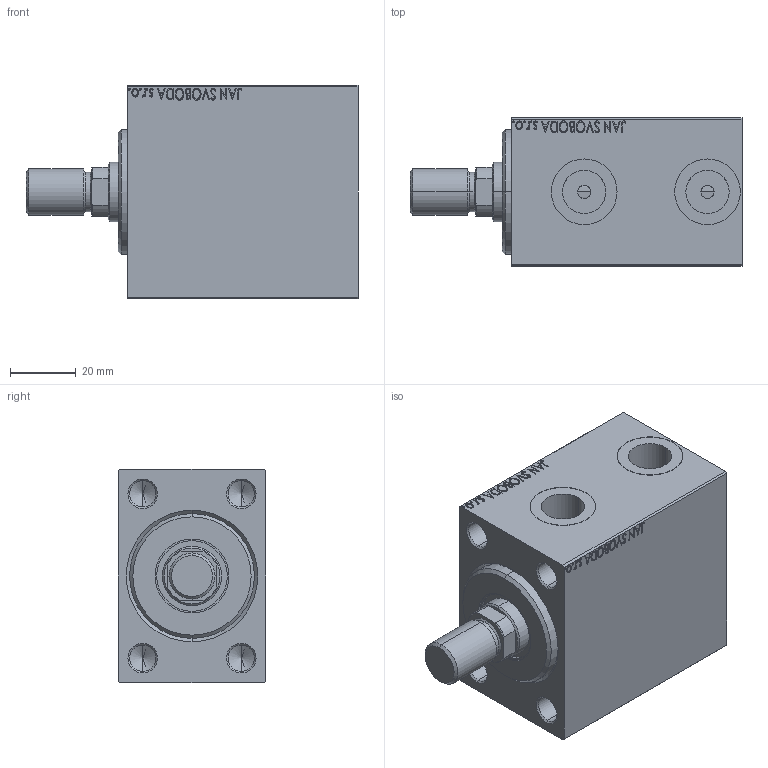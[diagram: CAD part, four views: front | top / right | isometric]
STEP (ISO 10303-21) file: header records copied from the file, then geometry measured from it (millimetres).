
FILE_DESCRIPTION (( 'STEP AP203' ), '1' );
FILE_NAME ('bbb8.STEP', '2026-02-22T18:33:40', ( '' ), ( '' ), 'SwSTEP 2.0', 'SolidWorks 2019', '' );
FILE_SCHEMA (( 'CONFIG_CONTROL_DESIGN' ));
Length unit declared in the file: millimetre
Products named in the file (5): bbb8; V450CM_B_Body 671270a8d100269623fafb9d2a2d54b9; V450CM_B_VCP 671270a8d100269623fafb9d2a2d54b9; V450CM_VC_B 671270a8d100269623fafb9d2a2d54b9; V450CM_MALE_METRIC 671270a8d100269623fafb9d2a2d54b9
Assembly tree (4 placements, depth 2):
  bbb8
    V450CM_B_Body 671270a8d100269623fafb9d2a2d54b9
    V450CM_B_VCP 671270a8d100269623fafb9d2a2d54b9
    V450CM_VC_B 671270a8d100269623fafb9d2a2d54b9
    V450CM_MALE_METRIC 671270a8d100269623fafb9d2a2d54b9
Bounding box: 101 x 45 x 65 mm (x, y, z)
Volume: 196725.9 mm3; surface area: 42209.8 mm2
Topology: 4 solids, 4 shells, 894 faces, 2280 edges, 1491 vertices
Faces by surface type: plane 404, bspline 380, cylinder 58, cone 50, torus 2
Entity records: 44833 total; most frequent: CARTESIAN_POINT 25266, ORIENTED_EDGE 4524, DIRECTION 2684, EDGE_CURVE 2262, VERTEX_POINT 1491, VECTOR 1338, LINE 1338, EDGE_LOOP 1015
